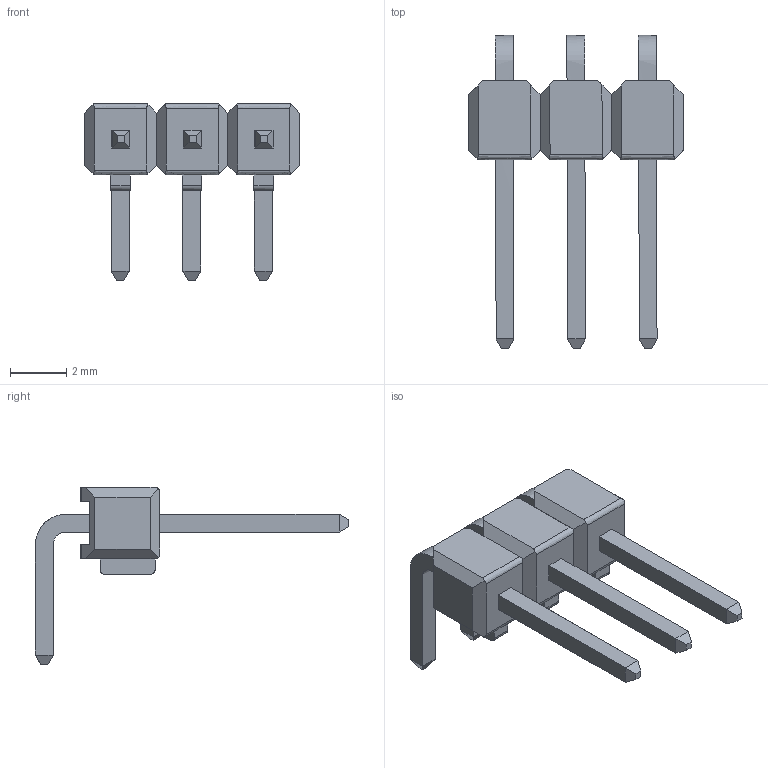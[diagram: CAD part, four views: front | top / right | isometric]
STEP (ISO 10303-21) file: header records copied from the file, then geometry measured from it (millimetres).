
FILE_DESCRIPTION(/* description */ (''),/* implementation_level */ '2;1');
FILE_NAME(/* name */ 'PI0C2B~1',/* time_stamp */ '2014-06-21T13:49:41+02:00',/* author */ (''),/* organization */ (''),/* preprocessor_version */ 'ST-DEVELOPER v14',/* originating_system */ '',/* authorisation */ '');
FILE_SCHEMA (('AUTOMOTIVE_DESIGN'));
Length unit declared in the file: millimetre
Products named in the file (1): Document
Bounding box: 7.63 x 11.11 x 6.29 mm (x, y, z)
Volume: 58 mm3; surface area: 249.8 mm2
Topology: 5 solids, 19 shells, 135 faces, 374 edges, 265 vertices
Faces by surface type: plane 117, bspline 18
Entity records: 8684 total; most frequent: CARTESIAN_POINT 3672, B_SPLINE_CURVE_WITH_KNOTS 942, ORIENTED_EDGE 678, PCURVE 678, DEFINITIONAL_REPRESENTATION 678, SURFACE_CURVE 367, EDGE_CURVE 367, VERTEX_POINT 256
